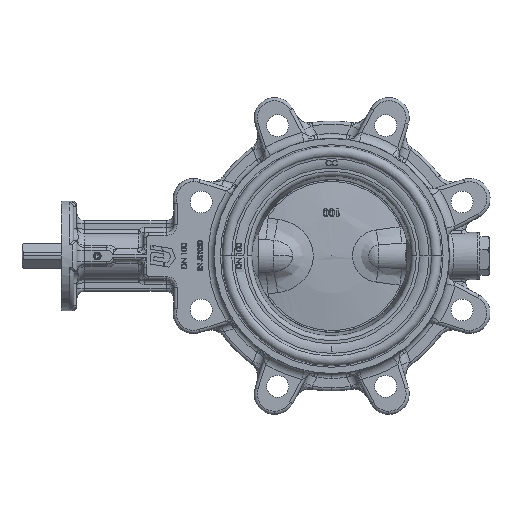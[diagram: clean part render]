
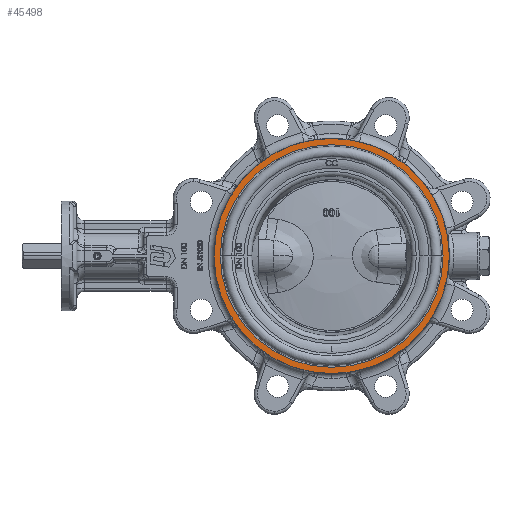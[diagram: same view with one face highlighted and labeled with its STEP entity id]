
A CAD part, left-side view. The second image highlights one B-rep face of the part: STEP entity #45498.
In plain terms, the highlighted planar face has unit normal (-1, 0, 0).
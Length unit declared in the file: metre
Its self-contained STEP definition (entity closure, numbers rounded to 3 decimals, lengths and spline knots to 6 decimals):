
#110 = AXIS2_PLACEMENT_3D ( 'NONE', #29887, #51344, #38741 ) ;
#3539 = ORIENTED_EDGE ( 'NONE', *, *, #92100, .T. ) ;
#5429 = FACE_BOUND ( 'NONE', #86948, .T. ) ;
#9208 = DIRECTION ( 'NONE',  ( 0., 0., -1. ) ) ;
#14724 = CARTESIAN_POINT ( 'NONE',  ( -0.026, 0., 0. ) ) ;
#22887 = VERTEX_POINT ( 'NONE', #56713 ) ;
#23657 = VERTEX_POINT ( 'NONE', #81280 ) ;
#29768 = CARTESIAN_POINT ( 'NONE',  ( -0.026, 0., 0. ) ) ;
#29887 = CARTESIAN_POINT ( 'NONE',  ( -0.026, 0., 0. ) ) ;
#31955 = ORIENTED_EDGE ( 'NONE', *, *, #61205, .T. ) ;
#33691 = EDGE_LOOP ( 'NONE', ( #3539, #68631 ) ) ;
#35064 = CARTESIAN_POINT ( 'NONE',  ( -0.026, 0., -0.071 ) ) ;
#36239 = DIRECTION ( 'NONE',  ( 0., 0., 1. ) ) ;
#38741 = DIRECTION ( 'NONE',  ( 0., 0., 1. ) ) ;
#39655 = CARTESIAN_POINT ( 'NONE',  ( -0.026, 0., -0.075 ) ) ;
#39885 = DIRECTION ( 'NONE',  ( 1., 0., 0. ) ) ;
#39989 = CIRCLE ( 'NONE', #66654, 0.075 ) ;
#40699 = AXIS2_PLACEMENT_3D ( 'NONE', #54293, #39885, #89210 ) ;
#43245 = DIRECTION ( 'NONE',  ( -1., 0., 0. ) ) ;
#43355 = EDGE_CURVE ( 'NONE', #47345, #22887, #86494, .T. ) ;
#44772 = AXIS2_PLACEMENT_3D ( 'NONE', #29768, #58174, #9208 ) ;
#45498 = ADVANCED_FACE ( 'NONE', ( #5429, #48823 ), #91199, .F. ) ;
#47345 = VERTEX_POINT ( 'NONE', #39655 ) ;
#48823 = FACE_OUTER_BOUND ( 'NONE', #33691, .T. ) ;
#51344 = DIRECTION ( 'NONE',  ( -1., 0., 0. ) ) ;
#54293 = CARTESIAN_POINT ( 'NONE',  ( -0.026, 0., 0. ) ) ;
#56713 = CARTESIAN_POINT ( 'NONE',  ( -0.026, 0., 0.075 ) ) ;
#57619 = DIRECTION ( 'NONE',  ( 1., 0., 0. ) ) ;
#58174 = DIRECTION ( 'NONE',  ( 1., 0., 0. ) ) ;
#58276 = AXIS2_PLACEMENT_3D ( 'NONE', #71148, #57619, #87454 ) ;
#59389 = EDGE_CURVE ( 'NONE', #23657, #66311, #84880, .T. ) ;
#61205 = EDGE_CURVE ( 'NONE', #66311, #23657, #65878, .T. ) ;
#65878 = CIRCLE ( 'NONE', #40699, 0.071 ) ;
#66311 = VERTEX_POINT ( 'NONE', #35064 ) ;
#66654 = AXIS2_PLACEMENT_3D ( 'NONE', #14724, #43245, #36239 ) ;
#68631 = ORIENTED_EDGE ( 'NONE', *, *, #43355, .T. ) ;
#71148 = CARTESIAN_POINT ( 'NONE',  ( -0.026, 0.075, 0. ) ) ;
#81280 = CARTESIAN_POINT ( 'NONE',  ( -0.026, 0., 0.071 ) ) ;
#84880 = CIRCLE ( 'NONE', #44772, 0.071 ) ;
#85915 = ORIENTED_EDGE ( 'NONE', *, *, #59389, .T. ) ;
#86494 = CIRCLE ( 'NONE', #110, 0.075 ) ;
#86948 = EDGE_LOOP ( 'NONE', ( #85915, #31955 ) ) ;
#87454 = DIRECTION ( 'NONE',  ( 0., 0., -1. ) ) ;
#89210 = DIRECTION ( 'NONE',  ( 0., 0., -1. ) ) ;
#91199 = PLANE ( 'NONE',  #58276 ) ;
#92100 = EDGE_CURVE ( 'NONE', #22887, #47345, #39989, .T. ) ;
